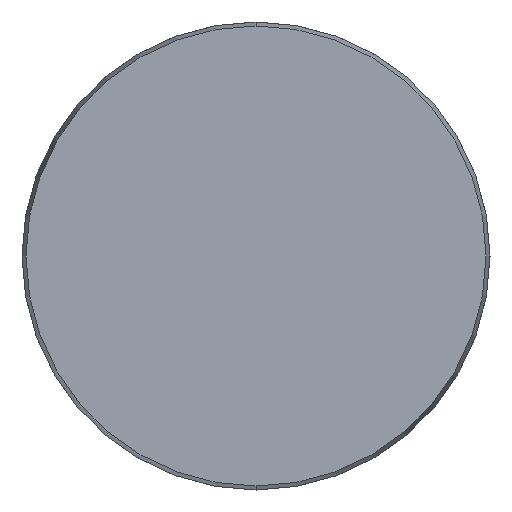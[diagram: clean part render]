
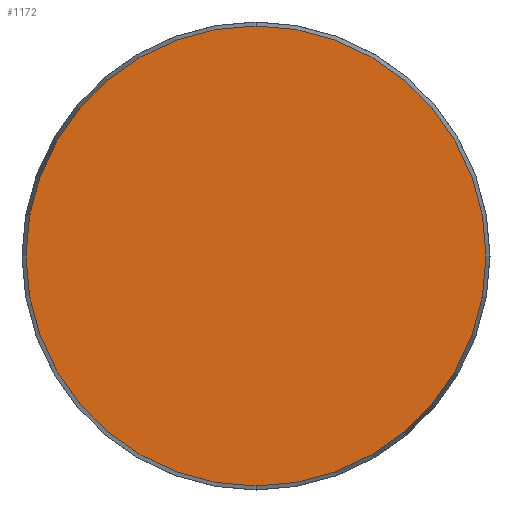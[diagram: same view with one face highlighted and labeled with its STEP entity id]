
A CAD part, front view. The second image highlights one B-rep face of the part: STEP entity #1172.
In plain terms, the highlighted planar face has unit normal (0, -1, 0).
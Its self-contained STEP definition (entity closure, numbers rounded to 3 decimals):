
#27 = FACE_OUTER_BOUND ( 'NONE', #813, .T. ) ;
#34 = AXIS2_PLACEMENT_3D ( 'NONE', #479, #374, #1193 ) ;
#53 = DIRECTION ( 'NONE',  ( 0., 1., 0. ) ) ;
#62 = VERTEX_POINT ( 'NONE', #924 ) ;
#181 = EDGE_CURVE ( 'NONE', #62, #597, #803, .T. ) ;
#214 = CIRCLE ( 'NONE', #722, 49.143 ) ;
#374 = DIRECTION ( 'NONE',  ( 0., -1., 0. ) ) ;
#455 = PLANE ( 'NONE',  #723 ) ;
#479 = CARTESIAN_POINT ( 'NONE',  ( 0., 0., 0. ) ) ;
#528 = ORIENTED_EDGE ( 'NONE', *, *, #181, .T. ) ;
#594 = EDGE_CURVE ( 'NONE', #597, #62, #214, .T. ) ;
#597 = VERTEX_POINT ( 'NONE', #960 ) ;
#640 = CARTESIAN_POINT ( 'NONE',  ( -49.143, 0., 0. ) ) ;
#646 = DIRECTION ( 'NONE',  ( 0., 0., -1. ) ) ;
#648 = ORIENTED_EDGE ( 'NONE', *, *, #594, .T. ) ;
#722 = AXIS2_PLACEMENT_3D ( 'NONE', #1254, #1151, #646 ) ;
#723 = AXIS2_PLACEMENT_3D ( 'NONE', #640, #53, #846 ) ;
#803 = CIRCLE ( 'NONE', #34, 49.143 ) ;
#813 = EDGE_LOOP ( 'NONE', ( #648, #528 ) ) ;
#846 = DIRECTION ( 'NONE',  ( 0., 0., 1. ) ) ;
#924 = CARTESIAN_POINT ( 'NONE',  ( 0., 0., -49.143 ) ) ;
#960 = CARTESIAN_POINT ( 'NONE',  ( 0., 0., 49.143 ) ) ;
#1151 = DIRECTION ( 'NONE',  ( 0., -1., 0. ) ) ;
#1172 = ADVANCED_FACE ( 'NONE', ( #27 ), #455, .F. ) ;
#1193 = DIRECTION ( 'NONE',  ( 0., 0., -1. ) ) ;
#1254 = CARTESIAN_POINT ( 'NONE',  ( 0., 0., 0. ) ) ;
